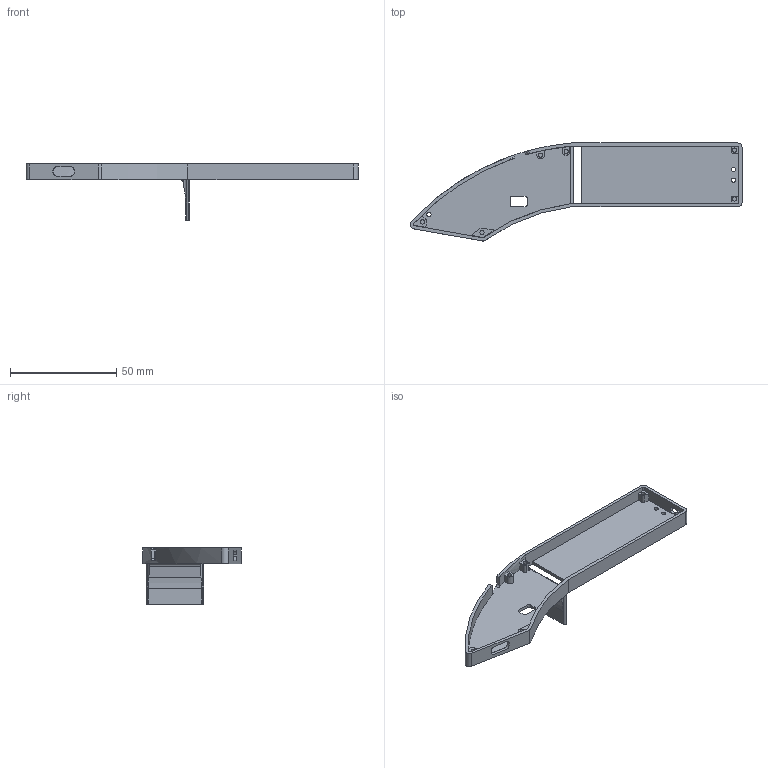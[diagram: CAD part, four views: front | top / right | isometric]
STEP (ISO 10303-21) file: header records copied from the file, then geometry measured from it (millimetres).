
FILE_DESCRIPTION(/* description */ (''),/* implementation_level */ '2;1');
FILE_NAME(/* name */ '',/* time_stamp */ '2023-12-16T17:54:27+08:00',/* author */ (''),/* organization */ (''),/* preprocessor_version */ 'ST-DEVELOPER v20',/* originating_system */ 'Autodesk Translation Framework v12.14.0.127',/* authorisation */ '');
FILE_SCHEMA (('AUTOMOTIVE_DESIGN { 1 0 10303 214 3 1 1 }'));
Length unit declared in the file: millimetre
Products named in the file (1): 外壳-1
Bounding box: 156.09 x 46.1 x 26.5 mm (x, y, z)
Volume: 10619 mm3; surface area: 14820.4 mm2
Topology: 1 solids, 1 shells, 124 faces, 337 edges, 224 vertices
Faces by surface type: plane 65, cylinder 55, bspline 4
Full cylindrical faces by diameter (mm): 2 x9
Entity records: 4134 total; most frequent: CARTESIAN_POINT 880, ORIENTED_EDGE 674, DIRECTION 665, EDGE_CURVE 337, AXIS2_PLACEMENT_3D 227, VERTEX_POINT 224, LINE 211, VECTOR 211
